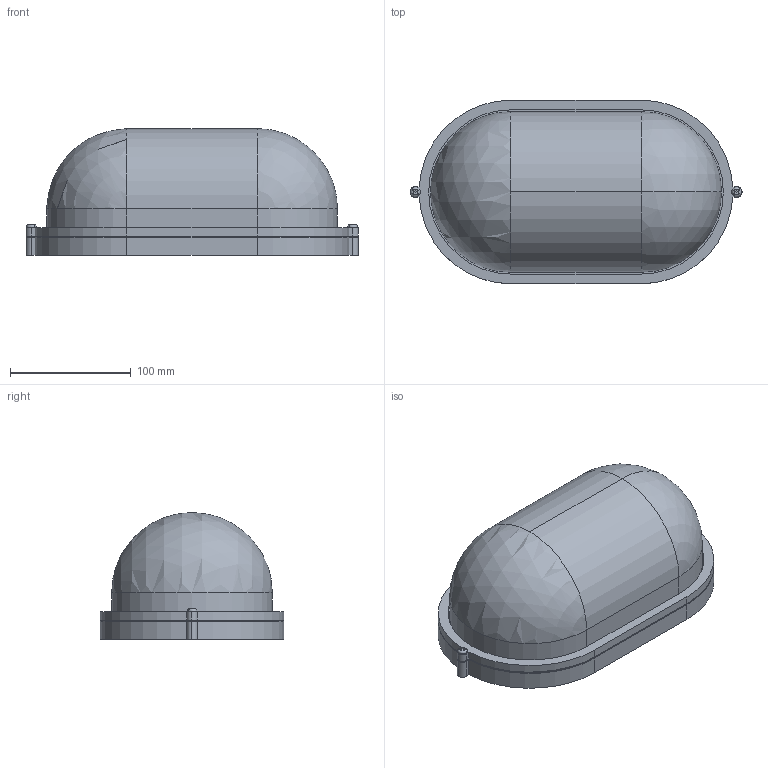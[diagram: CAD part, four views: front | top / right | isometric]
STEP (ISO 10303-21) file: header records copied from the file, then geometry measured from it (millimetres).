
FILE_DESCRIPTION (( 'STEP AP214' ), '1' );
FILE_NAME ('LNPP0-1201-1-100-K02 Ñâåòèëüíèê ÍÏÏ1201 ÷åðíûé_îâàë 100Âò IP54 ÈÝÊ.STEP', '2017-06-23T07:36:51', ( '' ), ( '' ), 'SwSTEP 2.0', 'SolidWorks 2014', '' );
FILE_SCHEMA (( 'AUTOMOTIVE_DESIGN' ));
Length unit declared in the file: millimetre
Products named in the file (1): LNPP0-1201-1-100-K02 Ñâåòèëüíèê ÍÏÏ1201 ÷åðíûé_îâàë 100Âò IP54  ÈÝÊ
Bounding box: 275 x 152 x 105 mm (x, y, z)
Volume: 2332525.3 mm3; surface area: 128889.8 mm2
Topology: 1 solids, 1 shells, 127 faces, 328 edges, 212 vertices
Faces by surface type: plane 70, cylinder 44, torus 10, sphere 3
Entity records: 3977 total; most frequent: CARTESIAN_POINT 804, DIRECTION 669, ORIENTED_EDGE 648, EDGE_CURVE 324, AXIS2_PLACEMENT_3D 245, VERTEX_POINT 212, VECTOR 179, LINE 179
